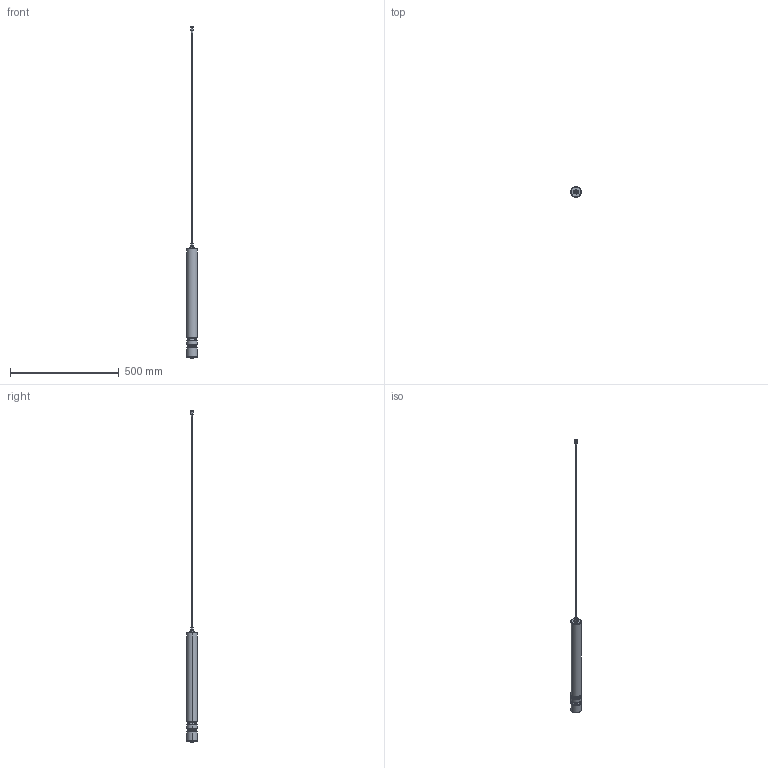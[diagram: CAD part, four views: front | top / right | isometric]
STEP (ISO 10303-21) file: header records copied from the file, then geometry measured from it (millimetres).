
FILE_DESCRIPTION (( 'STEP AP203' ), '1' );
FILE_NAME ('PR-AD-48-500-仩仩ZRGT.step', '2024-03-06T03:51:53', ( '1347' ), ( 'HP Inc.' ), 'SwSTEP 2.0', 'SolidWorks 2023', '' );
FILE_SCHEMA (( 'CONFIG_CONTROL_DESIGN' ));
Length unit declared in the file: millimetre
Products named in the file (1): PR-AD-48-500-□□ZRGT
Bounding box: 48.6 x 48.6 x 1525 mm (x, y, z)
Surface area: 97165.6 mm2 (no closed solid volume)
Topology: 0 solids, 4 shells, 180 faces, 416 edges, 261 vertices
Faces by surface type: cylinder 75, plane 54, torus 30, cone 18, bspline 3
Entity records: 5665 total; most frequent: CARTESIAN_POINT 1428, DIRECTION 927, ORIENTED_EDGE 822, EDGE_CURVE 414, AXIS2_PLACEMENT_3D 376, VERTEX_POINT 261, EDGE_LOOP 202, CIRCLE 198
